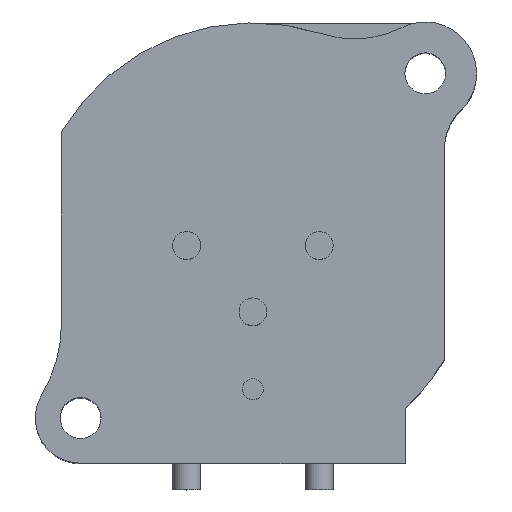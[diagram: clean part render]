
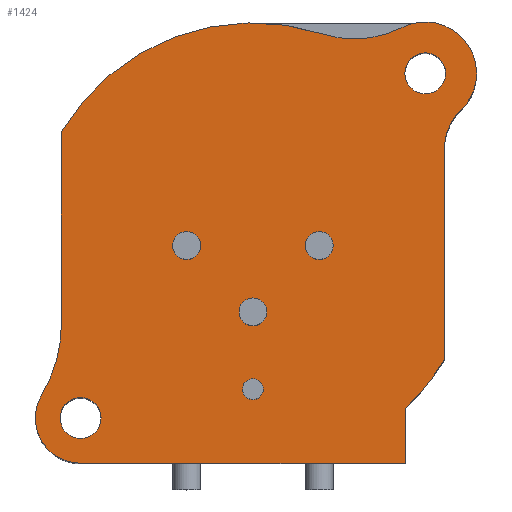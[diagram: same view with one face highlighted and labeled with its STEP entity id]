
A CAD part, top view. The second image highlights one B-rep face of the part: STEP entity #1424.
In plain terms, the highlighted planar face has unit normal (0, 0, 1).
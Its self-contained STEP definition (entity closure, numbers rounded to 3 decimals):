
#377=CARTESIAN_POINT('',(9.9,9.9,24.));
#378=DIRECTION('',(0.,0.,-1.));
#379=DIRECTION('',(1.,0.,0.));
#380=AXIS2_PLACEMENT_3D('',#377,#378,#379);
#385=CARTESIAN_POINT('',(9.9,9.9,24.));
#386=DIRECTION('',(0.,0.,-1.));
#387=DIRECTION('',(-1.,0.,0.));
#388=AXIS2_PLACEMENT_3D('',#385,#386,#387);
#393=CARTESIAN_POINT('',(-9.9,-9.9,24.));
#394=DIRECTION('',(0.,0.,-1.));
#395=DIRECTION('',(1.,0.,0.));
#396=AXIS2_PLACEMENT_3D('',#393,#394,#395);
#401=CARTESIAN_POINT('',(-9.9,-9.9,24.));
#402=DIRECTION('',(0.,0.,-1.));
#403=DIRECTION('',(-1.,0.,0.));
#404=AXIS2_PLACEMENT_3D('',#401,#402,#403);
#409=DIRECTION('',(0.,-1.,0.));
#410=VECTOR('',#409,11.009);
#411=CARTESIAN_POINT('',(-11.,6.545,24.));
#412=LINE('',#411,#410);
#416=CARTESIAN_POINT('',(0.,0.,24.));
#417=DIRECTION('',(0.,0.,1.));
#418=DIRECTION('',(0.31,0.951,0.));
#419=AXIS2_PLACEMENT_3D('',#416,#417,#418);
#424=CARTESIAN_POINT('',(5.833,17.872,24.));
#425=DIRECTION('',(0.,0.,-1.));
#426=DIRECTION('',(0.454,-0.891,0.));
#427=AXIS2_PLACEMENT_3D('',#424,#425,#426);
#432=CARTESIAN_POINT('',(9.9,9.9,24.));
#433=DIRECTION('',(0.,0.,1.));
#434=DIRECTION('',(0.689,-0.725,0.));
#435=AXIS2_PLACEMENT_3D('',#432,#433,#434);
#440=CARTESIAN_POINT('',(14.,5.588,24.));
#441=DIRECTION('',(0.,0.,-1.));
#442=DIRECTION('',(-1.,0.,0.));
#443=AXIS2_PLACEMENT_3D('',#440,#441,#442);
#448=DIRECTION('',(0.,1.,0.));
#449=VECTOR('',#448,12.133);
#450=CARTESIAN_POINT('',(11.,-6.545,24.));
#451=LINE('',#450,#449);
#455=CARTESIAN_POINT('',(0.,0.,24.));
#456=DIRECTION('',(0.,0.,1.));
#457=DIRECTION('',(0.684,-0.73,0.));
#458=AXIS2_PLACEMENT_3D('',#455,#456,#457);
#463=DIRECTION('',(0.,1.,0.));
#464=VECTOR('',#463,3.158);
#465=CARTESIAN_POINT('',(8.75,-12.5,24.));
#466=LINE('',#465,#464);
#470=DIRECTION('',(1.,0.,0.));
#471=VECTOR('',#470,18.65);
#472=CARTESIAN_POINT('',(-9.9,-12.5,24.));
#473=LINE('',#472,#471);
#477=CARTESIAN_POINT('',(-9.9,-9.9,24.));
#478=DIRECTION('',(0.,0.,1.));
#479=DIRECTION('',(-0.858,0.513,0.));
#480=AXIS2_PLACEMENT_3D('',#477,#478,#479);
#485=CARTESIAN_POINT('',(-19.,-4.464,24.));
#486=DIRECTION('',(0.,0.,-1.));
#487=DIRECTION('',(1.,0.,0.));
#488=AXIS2_PLACEMENT_3D('',#485,#486,#487);
#493=CARTESIAN_POINT('',(-3.81,0.,24.));
#494=DIRECTION('',(0.,0.,1.));
#495=DIRECTION('',(1.,0.,0.));
#496=AXIS2_PLACEMENT_3D('',#493,#494,#495);
#501=CARTESIAN_POINT('',(-3.81,0.,24.));
#502=DIRECTION('',(0.,0.,1.));
#503=DIRECTION('',(-1.,0.,0.));
#504=AXIS2_PLACEMENT_3D('',#501,#502,#503);
#509=CARTESIAN_POINT('',(3.81,0.,24.));
#510=DIRECTION('',(0.,0.,1.));
#511=DIRECTION('',(1.,0.,0.));
#512=AXIS2_PLACEMENT_3D('',#509,#510,#511);
#517=CARTESIAN_POINT('',(3.81,0.,24.));
#518=DIRECTION('',(0.,0.,1.));
#519=DIRECTION('',(-1.,0.,0.));
#520=AXIS2_PLACEMENT_3D('',#517,#518,#519);
#525=CARTESIAN_POINT('',(0.,-3.81,24.));
#526=DIRECTION('',(0.,0.,1.));
#527=DIRECTION('',(1.,0.,0.));
#528=AXIS2_PLACEMENT_3D('',#525,#526,#527);
#533=CARTESIAN_POINT('',(0.,-3.81,24.));
#534=DIRECTION('',(0.,0.,1.));
#535=DIRECTION('',(-1.,0.,0.));
#536=AXIS2_PLACEMENT_3D('',#533,#534,#535);
#541=CARTESIAN_POINT('',(0.,-8.25,24.));
#542=DIRECTION('',(0.,0.,1.));
#543=DIRECTION('',(1.,0.,0.));
#544=AXIS2_PLACEMENT_3D('',#541,#542,#543);
#549=CARTESIAN_POINT('',(0.,-8.25,24.));
#550=DIRECTION('',(0.,0.,1.));
#551=DIRECTION('',(-1.,0.,0.));
#552=AXIS2_PLACEMENT_3D('',#549,#550,#551);
#1127=CARTESIAN_POINT('',(-11.,6.545,24.));
#1128=CARTESIAN_POINT('',(-11.,-4.464,24.));
#1129=VERTEX_POINT('',#1127);
#1130=VERTEX_POINT('',#1128);
#1131=CARTESIAN_POINT('',(-12.132,-8.567,24.));
#1132=CARTESIAN_POINT('',(-9.9,-12.5,24.));
#1133=VERTEX_POINT('',#1131);
#1134=VERTEX_POINT('',#1132);
#1135=CARTESIAN_POINT('',(8.75,-12.5,24.));
#1136=VERTEX_POINT('',#1135);
#1137=CARTESIAN_POINT('',(8.75,-9.342,24.));
#1138=VERTEX_POINT('',#1137);
#1139=CARTESIAN_POINT('',(11.,-6.545,24.));
#1140=CARTESIAN_POINT('',(11.,5.588,24.));
#1141=VERTEX_POINT('',#1139);
#1142=VERTEX_POINT('',#1140);
#1143=CARTESIAN_POINT('',(11.933,7.762,24.));
#1144=CARTESIAN_POINT('',(8.559,12.528,24.));
#1145=VERTEX_POINT('',#1143);
#1146=VERTEX_POINT('',#1144);
#1147=CARTESIAN_POINT('',(3.971,12.168,24.));
#1148=VERTEX_POINT('',#1147);
#1159=CARTESIAN_POINT('',(11.075,9.9,24.));
#1160=CARTESIAN_POINT('',(8.725,9.9,24.));
#1161=VERTEX_POINT('',#1159);
#1162=VERTEX_POINT('',#1160);
#1163=CARTESIAN_POINT('',(-8.725,-9.9,24.));
#1164=CARTESIAN_POINT('',(-11.075,-9.9,24.));
#1165=VERTEX_POINT('',#1163);
#1166=VERTEX_POINT('',#1164);
#1241=CARTESIAN_POINT('',(-3.01,0.,24.));
#1242=VERTEX_POINT('',#1241);
#1243=CARTESIAN_POINT('',(-4.61,0.,24.));
#1244=VERTEX_POINT('',#1243);
#1245=CARTESIAN_POINT('',(4.61,0.,24.));
#1246=VERTEX_POINT('',#1245);
#1247=CARTESIAN_POINT('',(3.01,0.,24.));
#1248=VERTEX_POINT('',#1247);
#1249=CARTESIAN_POINT('',(0.8,-3.81,24.));
#1250=VERTEX_POINT('',#1249);
#1251=CARTESIAN_POINT('',(-0.8,-3.81,24.));
#1252=VERTEX_POINT('',#1251);
#1259=CARTESIAN_POINT('',(0.6,-8.25,24.));
#1260=CARTESIAN_POINT('',(-0.6,-8.25,24.));
#1261=VERTEX_POINT('',#1259);
#1262=VERTEX_POINT('',#1260);
#1361=CARTESIAN_POINT('',(0.,0.,24.));
#1362=DIRECTION('',(0.,0.,1.));
#1363=DIRECTION('',(1.,0.,0.));
#1364=AXIS2_PLACEMENT_3D('',#1361,#1362,#1363);
#1365=PLANE('',#1364);
#1367=ORIENTED_EDGE('',*,*,#1366,.F.);
#1369=ORIENTED_EDGE('',*,*,#1368,.F.);
#1371=ORIENTED_EDGE('',*,*,#1370,.F.);
#1373=ORIENTED_EDGE('',*,*,#1372,.F.);
#1375=ORIENTED_EDGE('',*,*,#1374,.F.);
#1377=ORIENTED_EDGE('',*,*,#1376,.F.);
#1379=ORIENTED_EDGE('',*,*,#1378,.F.);
#1381=ORIENTED_EDGE('',*,*,#1380,.F.);
#1383=ORIENTED_EDGE('',*,*,#1382,.F.);
#1385=ORIENTED_EDGE('',*,*,#1384,.F.);
#1387=ORIENTED_EDGE('',*,*,#1386,.F.);
#1388=EDGE_LOOP('',(#1367,#1369,#1371,#1373,#1375,#1377,#1379,#1381,#1383,#1385,
#1387));
#1389=FACE_OUTER_BOUND('',#1388,.F.);
#1391=ORIENTED_EDGE('',*,*,#1390,.F.);
#1393=ORIENTED_EDGE('',*,*,#1392,.F.);
#1394=EDGE_LOOP('',(#1391,#1393));
#1395=FACE_BOUND('',#1394,.F.);
#1396=ORIENTED_EDGE('',*,*,#1341,.F.);
#1397=ORIENTED_EDGE('',*,*,#1355,.F.);
#1398=EDGE_LOOP('',(#1396,#1397));
#1399=FACE_BOUND('',#1398,.F.);
#1401=ORIENTED_EDGE('',*,*,#1400,.T.);
#1403=ORIENTED_EDGE('',*,*,#1402,.T.);
#1404=EDGE_LOOP('',(#1401,#1403));
#1405=FACE_BOUND('',#1404,.F.);
#1407=ORIENTED_EDGE('',*,*,#1406,.T.);
#1409=ORIENTED_EDGE('',*,*,#1408,.T.);
#1410=EDGE_LOOP('',(#1407,#1409));
#1411=FACE_BOUND('',#1410,.F.);
#1413=ORIENTED_EDGE('',*,*,#1412,.T.);
#1415=ORIENTED_EDGE('',*,*,#1414,.T.);
#1416=EDGE_LOOP('',(#1413,#1415));
#1417=FACE_BOUND('',#1416,.F.);
#1419=ORIENTED_EDGE('',*,*,#1418,.T.);
#1421=ORIENTED_EDGE('',*,*,#1420,.T.);
#1422=EDGE_LOOP('',(#1419,#1421));
#1423=FACE_BOUND('',#1422,.F.);
#381=CIRCLE('',#380,1.175);
#389=CIRCLE('',#388,1.175);
#397=CIRCLE('',#396,1.175);
#405=CIRCLE('',#404,1.175);
#420=CIRCLE('',#419,12.8);
#428=CIRCLE('',#427,6.);
#436=CIRCLE('',#435,2.95);
#444=CIRCLE('',#443,3.);
#459=CIRCLE('',#458,12.8);
#481=CIRCLE('',#480,2.6);
#489=CIRCLE('',#488,8.);
#497=CIRCLE('',#496,0.8);
#505=CIRCLE('',#504,0.8);
#513=CIRCLE('',#512,0.8);
#521=CIRCLE('',#520,0.8);
#529=CIRCLE('',#528,0.8);
#537=CIRCLE('',#536,0.8);
#545=CIRCLE('',#544,0.6);
#553=CIRCLE('',#552,0.6);
#1341=EDGE_CURVE('',#1161,#1162,#381,.T.);
#1355=EDGE_CURVE('',#1162,#1161,#389,.T.);
#1366=EDGE_CURVE('',#1129,#1130,#412,.T.);
#1368=EDGE_CURVE('',#1148,#1129,#420,.T.);
#1370=EDGE_CURVE('',#1146,#1148,#428,.T.);
#1372=EDGE_CURVE('',#1145,#1146,#436,.T.);
#1374=EDGE_CURVE('',#1142,#1145,#444,.T.);
#1376=EDGE_CURVE('',#1141,#1142,#451,.T.);
#1378=EDGE_CURVE('',#1138,#1141,#459,.T.);
#1380=EDGE_CURVE('',#1136,#1138,#466,.T.);
#1382=EDGE_CURVE('',#1134,#1136,#473,.T.);
#1384=EDGE_CURVE('',#1133,#1134,#481,.T.);
#1386=EDGE_CURVE('',#1130,#1133,#489,.T.);
#1390=EDGE_CURVE('',#1165,#1166,#397,.T.);
#1392=EDGE_CURVE('',#1166,#1165,#405,.T.);
#1400=EDGE_CURVE('',#1242,#1244,#497,.T.);
#1402=EDGE_CURVE('',#1244,#1242,#505,.T.);
#1406=EDGE_CURVE('',#1246,#1248,#513,.T.);
#1408=EDGE_CURVE('',#1248,#1246,#521,.T.);
#1412=EDGE_CURVE('',#1250,#1252,#529,.T.);
#1414=EDGE_CURVE('',#1252,#1250,#537,.T.);
#1418=EDGE_CURVE('',#1261,#1262,#545,.T.);
#1420=EDGE_CURVE('',#1262,#1261,#553,.T.);
#1424=ADVANCED_FACE('',(#1389,#1395,#1399,#1405,#1411,#1417,#1423),#1365,.T.);
